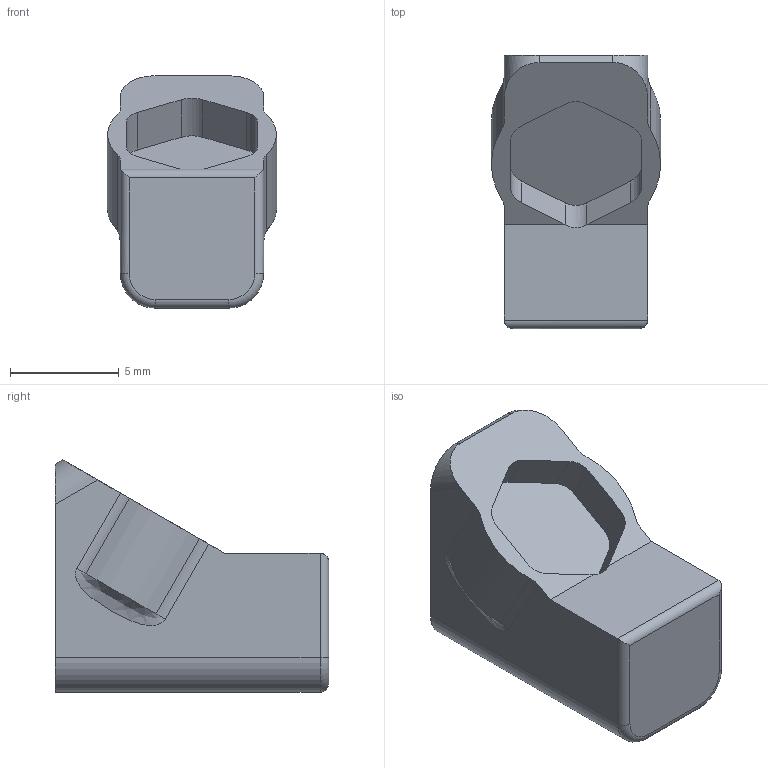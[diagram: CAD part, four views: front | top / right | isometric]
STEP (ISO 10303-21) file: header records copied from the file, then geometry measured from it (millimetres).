
FILE_DESCRIPTION(/* description */ (''),/* implementation_level */ '2;1');
FILE_NAME(/* name */ 'Carriage Center Magnet Holder.step',/* time_stamp */ '2023-09-19T14:12:32-06:00',/* author */ (''),/* organization */ (''),/* preprocessor_version */ 'ST-DEVELOPER v20',/* originating_system */ 'Autodesk Translation Framework v12.9.0.99',/* authorisation */ '');
FILE_SCHEMA (('AUTOMOTIVE_DESIGN { 1 0 10303 214 3 1 1 }'));
Length unit declared in the file: millimetre
Products named in the file (1): FusionComponent
Bounding box: 7.8 x 12.6 x 10.7 mm (x, y, z)
Volume: 514.3 mm3; surface area: 554.7 mm2
Topology: 1 solids, 1 shells, 43 faces, 112 edges, 72 vertices
Faces by surface type: cylinder 21, plane 16, bspline 2, torus 2, cone 2
Full cylindrical faces by diameter (mm): 4.7 x1
Entity records: 1478 total; most frequent: CARTESIAN_POINT 350, DIRECTION 238, ORIENTED_EDGE 224, EDGE_CURVE 112, AXIS2_PLACEMENT_3D 86, VERTEX_POINT 72, LINE 66, VECTOR 66
